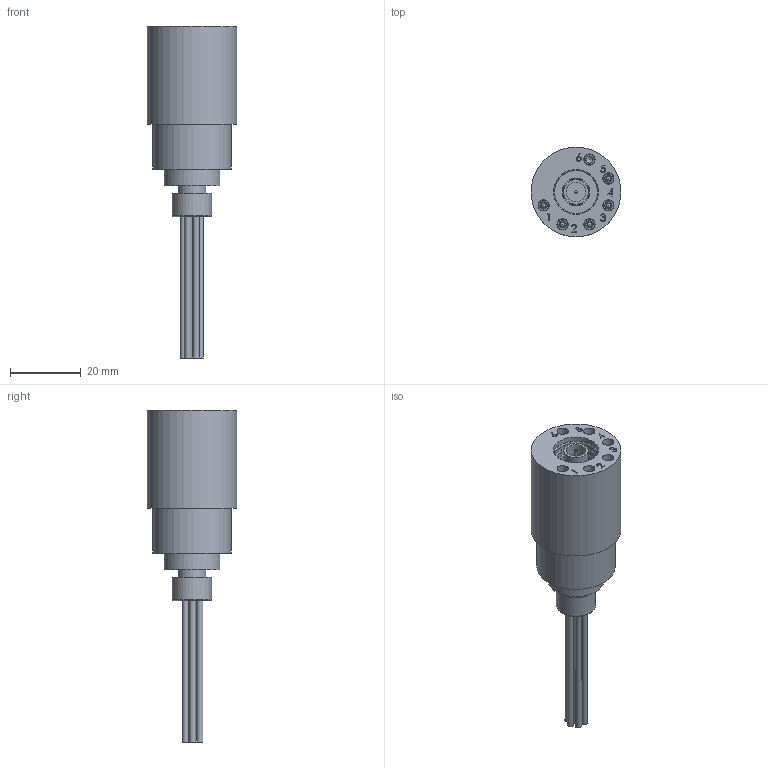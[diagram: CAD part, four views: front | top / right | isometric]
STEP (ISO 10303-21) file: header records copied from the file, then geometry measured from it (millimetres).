
FILE_DESCRIPTION(/* description */ (''),/* implementation_level */ '2;1');
FILE_NAME(/* name */ 'HF75CXOM6F.stp',/* time_stamp */ '2022-05-11T13:31:09+02:00',/* author */ ('sh'),/* organization */ (''),/* preprocessor_version */ 'ST-DEVELOPER v17',/* originating_system */ 'Autodesk Inventor 2019',/* authorisation */ '');
FILE_SCHEMA (('AUTOMOTIVE_DESIGN { 1 0 10303 214 3 1 1 }'));
Length unit declared in the file: millimetre
Products named in the file (1): HF75CXOM6F
Bounding box: 25.4 x 25.4 x 93.97 mm (x, y, z)
Volume: 16746.7 mm3; surface area: 10297.5 mm2
Topology: 1 solids, 21 shells, 424 faces, 1174 edges, 815 vertices
Faces by surface type: plane 198, cylinder 79, torus 71, cone 39, bspline 37
Full cylindrical faces by diameter (mm): 0.762 x1, 1.321 x6, 1.778 x6, 2.032 x6, 2.037 x6, 2.057 x6, 2.54 x1, 2.743 x6, 2.845 x1, 3.175 x18, 3.759 x1, 5.588 x1, 6.858 x1, 6.909 x1, 6.96 x1, 7.493 x1, 7.874 x2, 7.925 x1, 7.95 x1, 8.484 x1, 11.1 x1, 12.7 x5, 15.824 x1, 15.875 x1, 17.475 x1, 22.174 x1, 25.4 x1
Entity records: 16522 total; most frequent: CARTESIAN_POINT 4807, DIRECTION 2422, ORIENTED_EDGE 2324, EDGE_CURVE 1162, AXIS2_PLACEMENT_3D 994, VERTEX_POINT 815, CIRCLE 558, EDGE_LOOP 485
